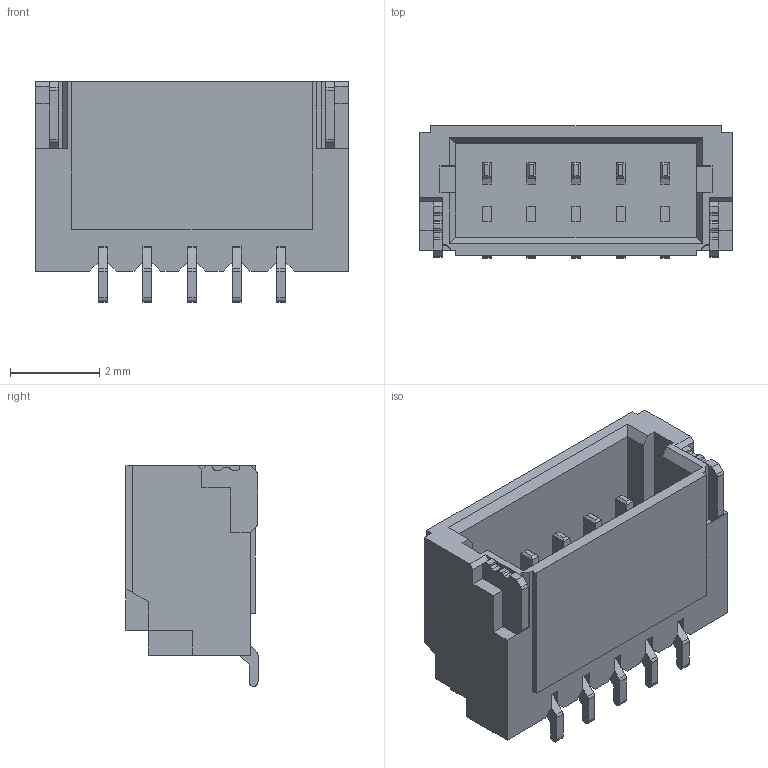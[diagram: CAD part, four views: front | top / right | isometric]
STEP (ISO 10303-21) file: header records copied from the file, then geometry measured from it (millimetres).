
FILE_DESCRIPTION (( 'STEP AP214' ), '1' );
FILE_NAME ('SM05B-SRSS-TB (LF)(SN).STEP', '2021-05-06T10:43:08', ( '' ), ( '' ), 'SwSTEP 2.0', 'SolidWorks 2018', '' );
FILE_SCHEMA (( 'AUTOMOTIVE_DESIGN' ));
Length unit declared in the file: millimetre
Products named in the file (1): SM05B-SRSS-TB (LF)(SN)
Bounding box: 7 x 2.96 x 4.95 mm (x, y, z)
Volume: 46.2 mm3; surface area: 196.6 mm2
Topology: 3 solids, 3 shells, 298 faces, 793 edges, 512 vertices
Faces by surface type: plane 252, cylinder 46
Entity records: 10626 total; most frequent: CARTESIAN_POINT 1604, ORIENTED_EDGE 1586, DIRECTION 1483, EDGE_CURVE 793, LINE 701, VECTOR 701, VERTEX_POINT 512, AXIS2_PLACEMENT_3D 391
